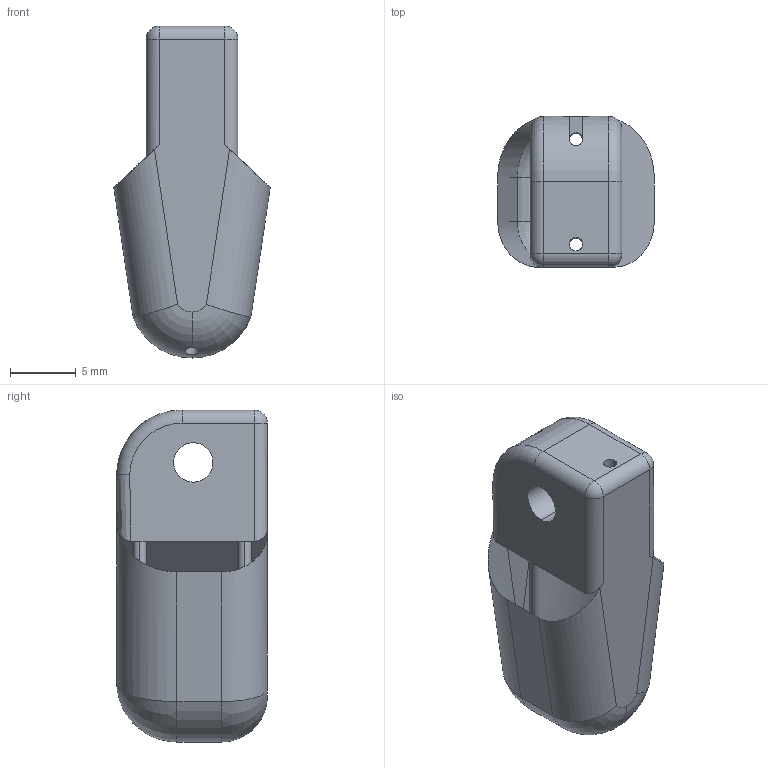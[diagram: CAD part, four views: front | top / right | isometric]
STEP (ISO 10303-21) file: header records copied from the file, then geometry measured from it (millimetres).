
FILE_DESCRIPTION (( 'STEP AP214' ), '1' );
FILE_NAME ('Falange_Distal_Ind.STEP', '2020-10-22T04:41:39', ( '' ), ( '' ), 'SwSTEP 2.0', 'SolidWorks 2020', '' );
FILE_SCHEMA (( 'AUTOMOTIVE_DESIGN' ));
Length unit declared in the file: millimetre
Products named in the file (1): Falange_Distal_Ind
Bounding box: 11.93 x 11.5 x 25.32 mm (x, y, z)
Volume: 2116.8 mm3; surface area: 1201.4 mm2
Topology: 1 solids, 1 shells, 40 faces, 109 edges, 66 vertices
Faces by surface type: cylinder 18, plane 12, torus 6, bspline 2, sphere 2
Entity records: 1455 total; most frequent: CARTESIAN_POINT 467, ORIENTED_EDGE 214, DIRECTION 187, EDGE_CURVE 107, AXIS2_PLACEMENT_3D 72, VERTEX_POINT 66, VECTOR 43, EDGE_LOOP 43
